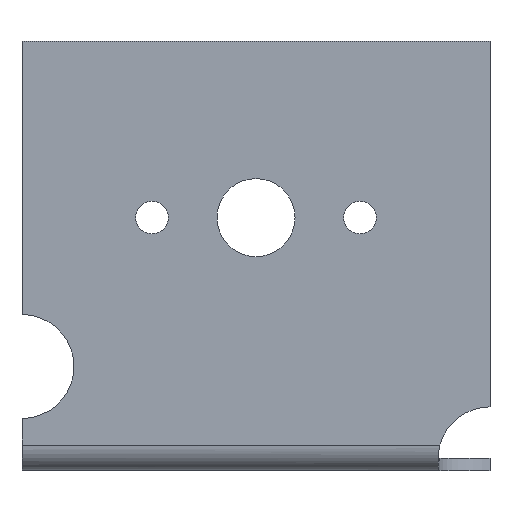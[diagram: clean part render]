
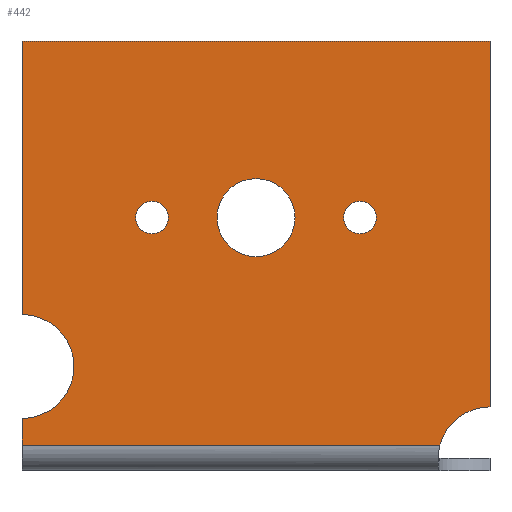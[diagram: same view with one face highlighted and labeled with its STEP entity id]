
A CAD part, front view. The second image highlights one B-rep face of the part: STEP entity #442.
In plain terms, the highlighted planar face has unit normal (0, -1, 0).
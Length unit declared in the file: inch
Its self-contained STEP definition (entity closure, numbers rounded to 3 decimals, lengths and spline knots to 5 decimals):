
#21=FACE_BOUND('',#88,.T.);
#22=FACE_BOUND('',#89,.T.);
#23=FACE_BOUND('',#90,.T.);
#31=PLANE('',#498);
#57=FACE_OUTER_BOUND('',#87,.T.);
#87=EDGE_LOOP('',(#370,#371,#372,#373,#374,#375,#376));
#88=EDGE_LOOP('',(#377));
#89=EDGE_LOOP('',(#378));
#90=EDGE_LOOP('',(#379));
#113=LINE('',#712,#151);
#128=LINE('',#760,#166);
#129=LINE('',#763,#167);
#130=LINE('',#764,#168);
#131=LINE('',#765,#169);
#151=VECTOR('',#553,0.08424);
#166=VECTOR('',#602,0.3937);
#167=VECTOR('',#605,0.3937);
#168=VECTOR('',#606,0.3937);
#169=VECTOR('',#607,0.3937);
#187=CIRCLE('',#479,0.25);
#193=CIRCLE('',#490,0.1875);
#194=CIRCLE('',#492,0.07813);
#195=CIRCLE('',#494,0.07813);
#196=CIRCLE('',#496,0.25);
#204=VERTEX_POINT('',#673);
#213=VERTEX_POINT('',#704);
#215=VERTEX_POINT('',#710);
#226=VERTEX_POINT('',#740);
#227=VERTEX_POINT('',#744);
#228=VERTEX_POINT('',#748);
#229=VERTEX_POINT('',#752);
#230=VERTEX_POINT('',#754);
#231=VERTEX_POINT('',#758);
#232=VERTEX_POINT('',#762);
#256=EDGE_CURVE('',#204,#213,#187,.T.);
#259=EDGE_CURVE('',#213,#215,#113,.T.);
#273=EDGE_CURVE('',#226,#226,#193,.T.);
#275=EDGE_CURVE('',#227,#227,#194,.T.);
#277=EDGE_CURVE('',#228,#228,#195,.T.);
#280=EDGE_CURVE('',#230,#229,#196,.T.);
#283=EDGE_CURVE('',#229,#231,#128,.T.);
#284=EDGE_CURVE('',#215,#232,#129,.T.);
#285=EDGE_CURVE('',#232,#230,#130,.T.);
#286=EDGE_CURVE('',#231,#204,#131,.T.);
#370=ORIENTED_EDGE('',*,*,#256,.T.);
#371=ORIENTED_EDGE('',*,*,#259,.T.);
#372=ORIENTED_EDGE('',*,*,#284,.T.);
#373=ORIENTED_EDGE('',*,*,#285,.T.);
#374=ORIENTED_EDGE('',*,*,#280,.T.);
#375=ORIENTED_EDGE('',*,*,#283,.T.);
#376=ORIENTED_EDGE('',*,*,#286,.T.);
#377=ORIENTED_EDGE('',*,*,#277,.T.);
#378=ORIENTED_EDGE('',*,*,#275,.T.);
#379=ORIENTED_EDGE('',*,*,#273,.T.);
#442=ADVANCED_FACE('',(#57,#21,#22,#23),#31,.F.);
#479=AXIS2_PLACEMENT_3D('',#706,#547,#548);
#490=AXIS2_PLACEMENT_3D('',#741,#580,#581);
#492=AXIS2_PLACEMENT_3D('',#745,#585,#586);
#494=AXIS2_PLACEMENT_3D('',#749,#590,#591);
#496=AXIS2_PLACEMENT_3D('',#755,#596,#597);
#498=AXIS2_PLACEMENT_3D('',#761,#603,#604);
#547=DIRECTION('center_axis',(0.,1.,0.));
#548=DIRECTION('ref_axis',(-1.,0.,0.));
#553=DIRECTION('',(0.,0.,1.));
#580=DIRECTION('center_axis',(0.,1.,0.));
#581=DIRECTION('ref_axis',(1.,0.,0.));
#585=DIRECTION('center_axis',(0.,1.,0.));
#586=DIRECTION('ref_axis',(1.,0.,0.));
#590=DIRECTION('center_axis',(0.,1.,0.));
#591=DIRECTION('ref_axis',(1.,0.,0.));
#596=DIRECTION('center_axis',(0.,1.,0.));
#597=DIRECTION('ref_axis',(1.,0.,0.));
#602=DIRECTION('',(0.,0.,-1.));
#603=DIRECTION('center_axis',(0.,1.,0.));
#604=DIRECTION('ref_axis',(1.,0.,0.));
#605=DIRECTION('',(-1.,0.,0.));
#606=DIRECTION('',(0.,0.,-1.));
#607=DIRECTION('',(1.,0.,0.));
#673=CARTESIAN_POINT('',(0.88391,-0.84025,0.122));
#704=CARTESIAN_POINT('',(1.125,-0.84025,0.30584));
#706=CARTESIAN_POINT('Origin',(1.125,-0.84025,0.05584));
#710=CARTESIAN_POINT('',(1.125,-0.84025,2.0625));
#712=CARTESIAN_POINT('',(1.125,-0.84025,-0.14265));
#740=CARTESIAN_POINT('',(-0.1875,-0.84025,1.21575));
#741=CARTESIAN_POINT('Origin',(0.,-0.84025,
1.21575));
#744=CARTESIAN_POINT('',(0.42188,-0.84025,1.21575));
#745=CARTESIAN_POINT('Origin',(0.5,-0.84025,1.21575));
#748=CARTESIAN_POINT('',(-0.57812,-0.84025,1.21575));
#749=CARTESIAN_POINT('Origin',(-0.5,-0.84025,1.21575));
#752=CARTESIAN_POINT('',(-1.125,-0.84025,0.25));
#754=CARTESIAN_POINT('',(-1.125,-0.84025,0.75));
#755=CARTESIAN_POINT('Origin',(-1.125,-0.84025,0.5));
#758=CARTESIAN_POINT('',(-1.125,-0.84025,0.122));
#760=CARTESIAN_POINT('',(-1.125,-0.84025,0.122));
#761=CARTESIAN_POINT('Origin',(0.,-0.84025,
-0.72857));
#762=CARTESIAN_POINT('',(-1.125,-0.84025,2.0625));
#763=CARTESIAN_POINT('',(-1.125,-0.84025,2.0625));
#764=CARTESIAN_POINT('',(-1.125,-0.84025,0.122));
#765=CARTESIAN_POINT('',(0.,-0.84025,0.122));
